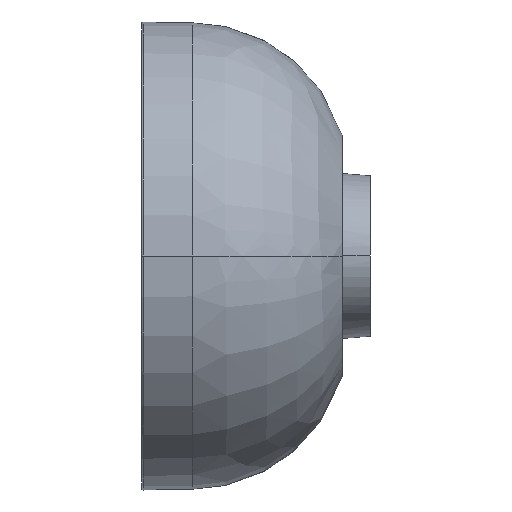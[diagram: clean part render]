
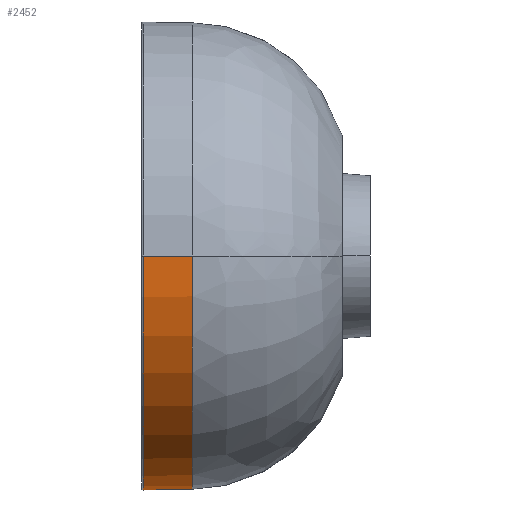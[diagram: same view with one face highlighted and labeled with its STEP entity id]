
A CAD part, left-side view. The second image highlights one B-rep face of the part: STEP entity #2452.
In plain terms, the highlighted conical face has half-angle 1 degrees and reference radius 175 mm.
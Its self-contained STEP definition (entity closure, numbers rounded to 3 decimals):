
#78 = CARTESIAN_POINT ( 'NONE',  ( -125., -38., -174.337 ) ) ;
#820 = EDGE_CURVE ( 'NONE', #5082, #1772, #5405, .T. ) ;
#1124 = EDGE_CURVE ( 'NONE', #8687, #1772, #11907, .T. ) ;
#1165 = ORIENTED_EDGE ( 'NONE', *, *, #1124, .F. ) ;
#1276 = DIRECTION ( 'NONE',  ( 0., 0., 1. ) ) ;
#1419 = CARTESIAN_POINT ( 'NONE',  ( -125., -38., 0. ) ) ;
#1601 = VECTOR ( 'NONE', #7075, 1000. ) ;
#1772 = VERTEX_POINT ( 'NONE', #6474 ) ;
#1821 = CARTESIAN_POINT ( 'NONE',  ( -299.337, -38., 0. ) ) ;
#2420 = DIRECTION ( 'NONE',  ( 0., -1., 0. ) ) ;
#2452 = ADVANCED_FACE ( 'NONE', ( #4151 ), #7024, .T. ) ;
#3253 = CARTESIAN_POINT ( 'NONE',  ( -125., 0., -175. ) ) ;
#3261 = VERTEX_POINT ( 'NONE', #1821 ) ;
#4000 = ORIENTED_EDGE ( 'NONE', *, *, #820, .T. ) ;
#4014 = DIRECTION ( 'NONE',  ( 0., 0., -1. ) ) ;
#4151 = FACE_OUTER_BOUND ( 'NONE', #5664, .T. ) ;
#4161 = LINE ( 'NONE', #7972, #6248 ) ;
#4208 = DIRECTION ( 'NONE',  ( 0., 1., 0. ) ) ;
#4308 = DIRECTION ( 'NONE',  ( 0., 0., 1. ) ) ;
#4609 = AXIS2_PLACEMENT_3D ( 'NONE', #5969, #4208, #1276 ) ;
#5082 = VERTEX_POINT ( 'NONE', #5816 ) ;
#5405 = CIRCLE ( 'NONE', #9824, 174.982 ) ;
#5664 = EDGE_LOOP ( 'NONE', ( #10366, #4000, #1165, #5879 ) ) ;
#5762 = CARTESIAN_POINT ( 'NONE',  ( -125., -1.017, 0. ) ) ;
#5816 = CARTESIAN_POINT ( 'NONE',  ( -299.982, -1.017, 0. ) ) ;
#5879 = ORIENTED_EDGE ( 'NONE', *, *, #7490, .F. ) ;
#5969 = CARTESIAN_POINT ( 'NONE',  ( -125., 0., 0. ) ) ;
#6248 = VECTOR ( 'NONE', #10940, 1000. ) ;
#6474 = CARTESIAN_POINT ( 'NONE',  ( -125., -1.017, -174.982 ) ) ;
#7024 = CONICAL_SURFACE ( 'NONE', #4609, 175., 0.017 ) ;
#7031 = AXIS2_PLACEMENT_3D ( 'NONE', #1419, #2420, #4308 ) ;
#7075 = DIRECTION ( 'NONE',  ( 0., 1., -0.017 ) ) ;
#7490 = EDGE_CURVE ( 'NONE', #3261, #8687, #10440, .T. ) ;
#7972 = CARTESIAN_POINT ( 'NONE',  ( -125., -10025.743, 0. ) ) ;
#8687 = VERTEX_POINT ( 'NONE', #78 ) ;
#9824 = AXIS2_PLACEMENT_3D ( 'NONE', #5762, #10673, #4014 ) ;
#10366 = ORIENTED_EDGE ( 'NONE', *, *, #11630, .T. ) ;
#10440 = CIRCLE ( 'NONE', #7031, 174.337 ) ;
#10673 = DIRECTION ( 'NONE',  ( 0., -1., 0. ) ) ;
#10940 = DIRECTION ( 'NONE',  ( -0.017, 1., 0. ) ) ;
#11630 = EDGE_CURVE ( 'NONE', #3261, #5082, #4161, .T. ) ;
#11907 = LINE ( 'NONE', #3253, #1601 ) ;
